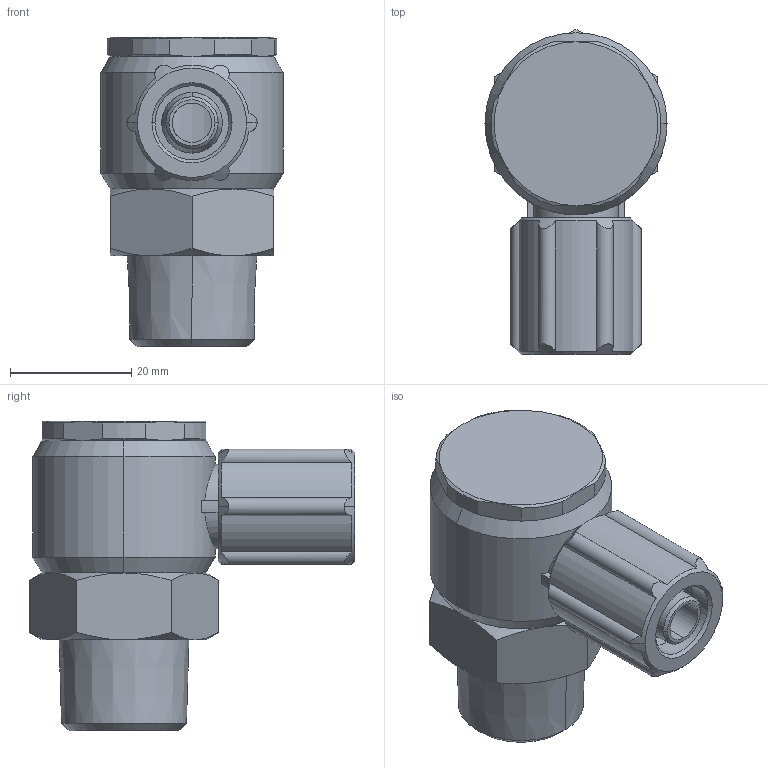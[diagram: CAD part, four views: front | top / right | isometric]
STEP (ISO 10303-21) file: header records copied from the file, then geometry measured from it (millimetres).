
FILE_DESCRIPTION((''),'2;1');
FILE_NAME('THL1204D1-mdt.stp','2017-07-21T14:53:22',(''),(''),'Mechanical Desktop 2009','Mechanical Desktop 2009',', , ');
FILE_SCHEMA(('CONFIG_CONTROL_DESIGN'));
Length unit declared in the file: millimetre
Products named in the file (5): THL1204D1-MDTA; THL1204D1-MDT; T; THT12-1; THT1
Assembly tree (5 placements, depth 3):
  THL1204D1-MDTA
    THL1204D1-MDT
    T
      THT12-1
    THT1
      THT12-1
Bounding box: 30 x 53.59 x 51 mm (x, y, z)
Volume: 24283.6 mm3; surface area: 14240 mm2
Topology: 1 solids, 2 shells, 172 faces, 401 edges, 243 vertices
Faces by surface type: cone 68, cylinder 64, plane 36, torus 4
Entity records: 5640 total; most frequent: CARTESIAN_POINT 1650, DIRECTION 842, ORIENTED_EDGE 802, EDGE_CURVE 401, AXIS2_PLACEMENT_3D 354, VERTEX_POINT 243, EDGE_LOOP 190, CIRCLE 176
